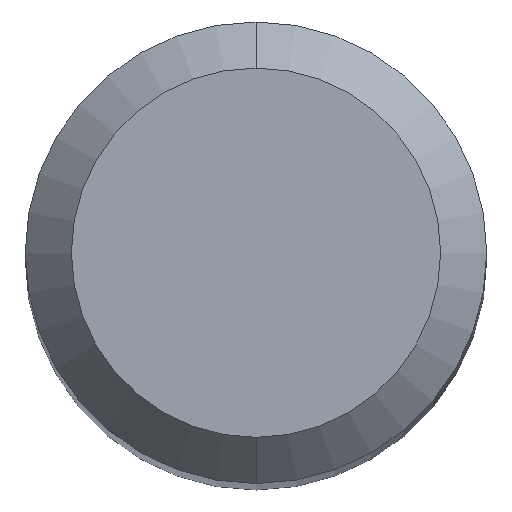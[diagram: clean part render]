
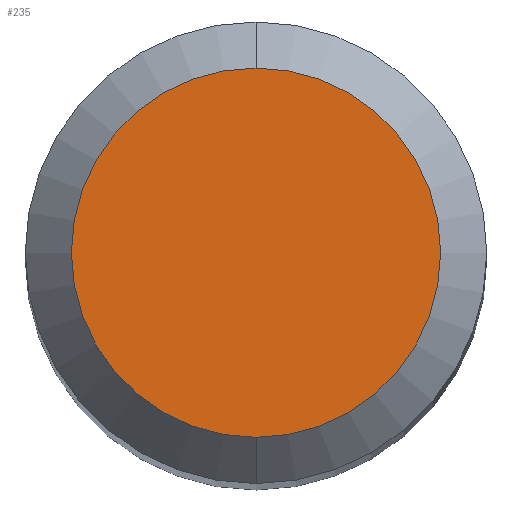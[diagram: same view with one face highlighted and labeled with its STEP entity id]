
A CAD part, top view. The second image highlights one B-rep face of the part: STEP entity #235.
In plain terms, the highlighted planar face has unit normal (0, 0, 1).
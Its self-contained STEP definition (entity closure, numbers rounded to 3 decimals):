
#173=VERTEX_POINT('',#465);
#225=EDGE_CURVE('',#173,#407,#521,.T.);
#235=ADVANCED_FACE('',(#532),#533,.T.);
#281=EDGE_CURVE('',#407,#173,#583,.T.);
#407=VERTEX_POINT('',#717);
#465=CARTESIAN_POINT('',(0.0,1.2,0.0));
#521=CIRCLE('',#889,1.2);
#532=FACE_OUTER_BOUND('',#917,.T.);
#533=PLANE('',#918);
#583=CIRCLE('',#995,1.2);
#717=CARTESIAN_POINT('',(0.,-1.2,0.0));
#889=AXIS2_PLACEMENT_3D('',#1435,#1436,#1437);
#917=EDGE_LOOP('',(#1449,#1450));
#918=AXIS2_PLACEMENT_3D('',#1451,#1452,#1453);
#995=AXIS2_PLACEMENT_3D('',#1501,#1502,#1503);
#1435=CARTESIAN_POINT('',(0.0,0.0,0.0));
#1436=DIRECTION('',(0.0,0.0,-1.0));
#1437=DIRECTION('',(0.0,1.0,0.0));
#1449=ORIENTED_EDGE('',*,*,#225,.F.);
#1450=ORIENTED_EDGE('',*,*,#281,.F.);
#1451=CARTESIAN_POINT('',(0.0,0.6,0.0));
#1452=DIRECTION('',(-0.0,0.0,1.0));
#1453=DIRECTION('',(0.0,-1.0,0.0));
#1501=CARTESIAN_POINT('',(0.0,0.0,0.0));
#1502=DIRECTION('',(0.0,0.0,-1.0));
#1503=DIRECTION('',(0.0,1.0,0.0));
